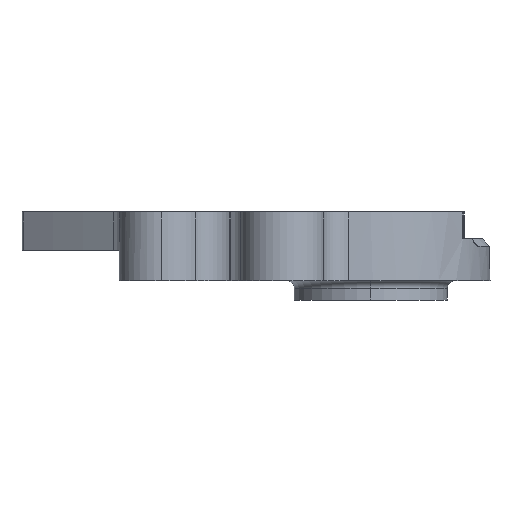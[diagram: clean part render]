
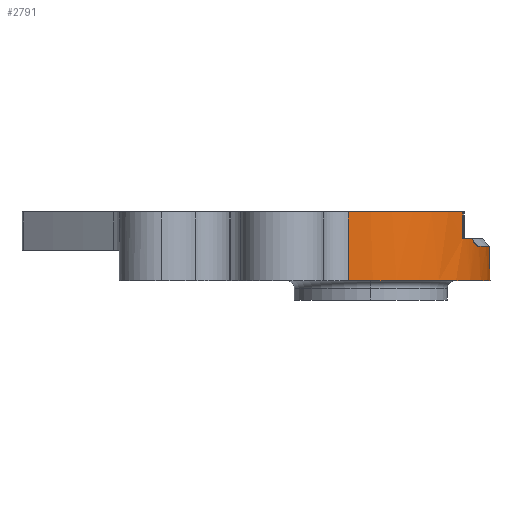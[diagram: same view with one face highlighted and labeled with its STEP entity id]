
A CAD part, left-side view. The second image highlights one B-rep face of the part: STEP entity #2791.
In plain terms, the highlighted cylindrical face has radius 19.073 mm (diameter 38.147 mm), a partial arc.
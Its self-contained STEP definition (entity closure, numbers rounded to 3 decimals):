
#35 = VERTEX_POINT ( 'NONE', #2748 ) ;
#132 = CARTESIAN_POINT ( 'NONE',  ( -15.539, 2.933, 0. ) ) ;
#186 = EDGE_CURVE ( 'NONE', #368, #35, #2004, .T. ) ;
#195 = CARTESIAN_POINT ( 'NONE',  ( 12.411, -13.36, -5. ) ) ;
#199 = ORIENTED_EDGE ( 'NONE', *, *, #2133, .T. ) ;
#252 = VERTEX_POINT ( 'NONE', #469 ) ;
#266 = DIRECTION ( 'NONE',  ( 0., 0., 1. ) ) ;
#321 = CARTESIAN_POINT ( 'NONE',  ( -5.732, -13.159, -3.5 ) ) ;
#342 = LINE ( 'NONE', #2336, #364 ) ;
#364 = VECTOR ( 'NONE', #1672, 1000. ) ;
#368 = VERTEX_POINT ( 'NONE', #132 ) ;
#373 = CARTESIAN_POINT ( 'NONE',  ( -5.448, -13.317, -3.749 ) ) ;
#392 = CARTESIAN_POINT ( 'NONE',  ( 11.752, -13.691, -4.422 ) ) ;
#413 = EDGE_CURVE ( 'NONE', #1959, #1905, #1699, .T. ) ;
#437 = FACE_OUTER_BOUND ( 'NONE', #2255, .T. ) ;
#442 = CIRCLE ( 'NONE', #1881, 19.073 ) ;
#464 = DIRECTION ( 'NONE',  ( 0., 0., 1. ) ) ;
#469 = CARTESIAN_POINT ( 'NONE',  ( -15.539, 2.933, -8.988 ) ) ;
#482 = ORIENTED_EDGE ( 'NONE', *, *, #2420, .F. ) ;
#495 = CARTESIAN_POINT ( 'NONE',  ( -3.758, -14.111, -4.5 ) ) ;
#577 = CARTESIAN_POINT ( 'NONE',  ( -4.136, -13.951, -4.466 ) ) ;
#582 = DIRECTION ( 'NONE',  ( 0., 0., 1. ) ) ;
#631 = DIRECTION ( 'NONE',  ( -1., 0., 0. ) ) ;
#676 = DIRECTION ( 'NONE',  ( 0., 0., 1. ) ) ;
#820 = CARTESIAN_POINT ( 'NONE',  ( 11.446, -13.834, -4.49 ) ) ;
#827 = B_SPLINE_CURVE_WITH_KNOTS ( 'NONE', 3,
 ( #2810, #1460, #820, #2355, #392, #2343, #1243, #2365 ),
 .UNSPECIFIED., .F., .F.,
 ( 4, 2, 2, 4 ),
 ( 0., 0.001, 0.001, 0.002 ),
 .UNSPECIFIED. ) ;
#1000 = AXIS2_PLACEMENT_3D ( 'NONE', #1580, #266, #2203 ) ;
#1011 = CIRCLE ( 'NONE', #1433, 19.073 ) ;
#1015 = CARTESIAN_POINT ( 'NONE',  ( 11.236, -13.928, -4.5 ) ) ;
#1022 = EDGE_CURVE ( 'NONE', #2352, #252, #2510, .T. ) ;
#1049 = CARTESIAN_POINT ( 'NONE',  ( 12.411, -13.36, -4.101 ) ) ;
#1217 = ORIENTED_EDGE ( 'NONE', *, *, #1022, .F. ) ;
#1219 = CARTESIAN_POINT ( 'NONE',  ( 3.525, 3.517, -4.5 ) ) ;
#1243 = CARTESIAN_POINT ( 'NONE',  ( 12.233, -13.454, -4.214 ) ) ;
#1249 = VECTOR ( 'NONE', #676, 1000. ) ;
#1275 = LINE ( 'NONE', #195, #2605 ) ;
#1294 = DIRECTION ( 'NONE',  ( -1., 0., 0. ) ) ;
#1318 = EDGE_CURVE ( 'NONE', #2352, #2662, #1275, .T. ) ;
#1378 = ORIENTED_EDGE ( 'NONE', *, *, #186, .F. ) ;
#1433 = AXIS2_PLACEMENT_3D ( 'NONE', #1219, #2102, #631 ) ;
#1460 = CARTESIAN_POINT ( 'NONE',  ( 11.341, -13.882, -4.5 ) ) ;
#1463 = CARTESIAN_POINT ( 'NONE',  ( -4.491, -13.791, -4.35 ) ) ;
#1512 = ORIENTED_EDGE ( 'NONE', *, *, #413, .T. ) ;
#1557 = CARTESIAN_POINT ( 'NONE',  ( 3.525, 3.517, -3.5 ) ) ;
#1561 = DIRECTION ( 'NONE',  ( 1., 0., 0. ) ) ;
#1580 = CARTESIAN_POINT ( 'NONE',  ( 3.525, 3.517, -5. ) ) ;
#1587 = CARTESIAN_POINT ( 'NONE',  ( -7.564, -12.002, -3.5 ) ) ;
#1672 = DIRECTION ( 'NONE',  ( 0., 0., -1. ) ) ;
#1699 = B_SPLINE_CURVE_WITH_KNOTS ( 'NONE', 3,
 ( #2082, #2558, #577, #1463, #2128, #2358, #373, #321 ),
 .UNSPECIFIED., .F., .F.,
 ( 4, 2, 2, 4 ),
 ( 0., 0.001, 0.002, 0.003 ),
 .UNSPECIFIED. ) ;
#1726 = EDGE_CURVE ( 'NONE', #2053, #2662, #827, .T. ) ;
#1775 = CARTESIAN_POINT ( 'NONE',  ( 12.411, -13.36, -8.988 ) ) ;
#1881 = AXIS2_PLACEMENT_3D ( 'NONE', #1557, #464, #2651 ) ;
#1905 = VERTEX_POINT ( 'NONE', #2011 ) ;
#1959 = VERTEX_POINT ( 'NONE', #495 ) ;
#1996 = AXIS2_PLACEMENT_3D ( 'NONE', #2599, #2390, #1294 ) ;
#2003 = CARTESIAN_POINT ( 'NONE',  ( -7.564, -12.002, -3.5 ) ) ;
#2004 = CIRCLE ( 'NONE', #2837, 19.073 ) ;
#2011 = CARTESIAN_POINT ( 'NONE',  ( -5.732, -13.159, -3.5 ) ) ;
#2053 = VERTEX_POINT ( 'NONE', #1015 ) ;
#2082 = CARTESIAN_POINT ( 'NONE',  ( -3.758, -14.111, -4.5 ) ) ;
#2083 = EDGE_CURVE ( 'NONE', #368, #252, #342, .T. ) ;
#2102 = DIRECTION ( 'NONE',  ( 0., 0., -1. ) ) ;
#2128 = CARTESIAN_POINT ( 'NONE',  ( -4.663, -13.71, -4.268 ) ) ;
#2133 = EDGE_CURVE ( 'NONE', #2053, #1959, #1011, .T. ) ;
#2182 = ORIENTED_EDGE ( 'NONE', *, *, #2083, .T. ) ;
#2191 = VERTEX_POINT ( 'NONE', #2003 ) ;
#2203 = DIRECTION ( 'NONE',  ( 1., 0., 0. ) ) ;
#2207 = DIRECTION ( 'NONE',  ( 0., 0., 1. ) ) ;
#2255 = EDGE_LOOP ( 'NONE', ( #2443, #2676, #199, #1512, #482, #2526, #1378, #2182, #1217 ) ) ;
#2286 = EDGE_CURVE ( 'NONE', #2191, #35, #2657, .T. ) ;
#2336 = CARTESIAN_POINT ( 'NONE',  ( -15.539, 2.933, -5. ) ) ;
#2343 = CARTESIAN_POINT ( 'NONE',  ( 12.046, -13.549, -4.314 ) ) ;
#2352 = VERTEX_POINT ( 'NONE', #1775 ) ;
#2355 = CARTESIAN_POINT ( 'NONE',  ( 11.652, -13.739, -4.45 ) ) ;
#2358 = CARTESIAN_POINT ( 'NONE',  ( -5.152, -13.472, -3.984 ) ) ;
#2365 = CARTESIAN_POINT ( 'NONE',  ( 12.411, -13.36, -4.101 ) ) ;
#2390 = DIRECTION ( 'NONE',  ( 0., 0., -1. ) ) ;
#2420 = EDGE_CURVE ( 'NONE', #2191, #1905, #442, .T. ) ;
#2425 = CARTESIAN_POINT ( 'NONE',  ( 3.525, 3.517, 0. ) ) ;
#2443 = ORIENTED_EDGE ( 'NONE', *, *, #1318, .T. ) ;
#2510 = CIRCLE ( 'NONE', #1996, 19.073 ) ;
#2526 = ORIENTED_EDGE ( 'NONE', *, *, #2286, .T. ) ;
#2558 = CARTESIAN_POINT ( 'NONE',  ( -3.947, -14.033, -4.5 ) ) ;
#2599 = CARTESIAN_POINT ( 'NONE',  ( 3.525, 3.517, -8.988 ) ) ;
#2605 = VECTOR ( 'NONE', #582, 1000. ) ;
#2649 = CYLINDRICAL_SURFACE ( 'NONE', #1000, 19.073 ) ;
#2651 = DIRECTION ( 'NONE',  ( 1., 0., 0. ) ) ;
#2657 = LINE ( 'NONE', #1587, #1249 ) ;
#2662 = VERTEX_POINT ( 'NONE', #1049 ) ;
#2676 = ORIENTED_EDGE ( 'NONE', *, *, #1726, .F. ) ;
#2748 = CARTESIAN_POINT ( 'NONE',  ( -7.564, -12.002, 0. ) ) ;
#2791 = ADVANCED_FACE ( 'NONE', ( #437 ), #2649, .T. ) ;
#2810 = CARTESIAN_POINT ( 'NONE',  ( 11.236, -13.928, -4.5 ) ) ;
#2837 = AXIS2_PLACEMENT_3D ( 'NONE', #2425, #2207, #1561 ) ;
